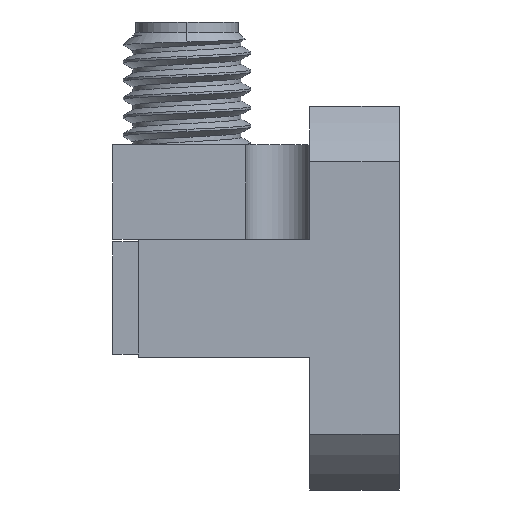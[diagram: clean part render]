
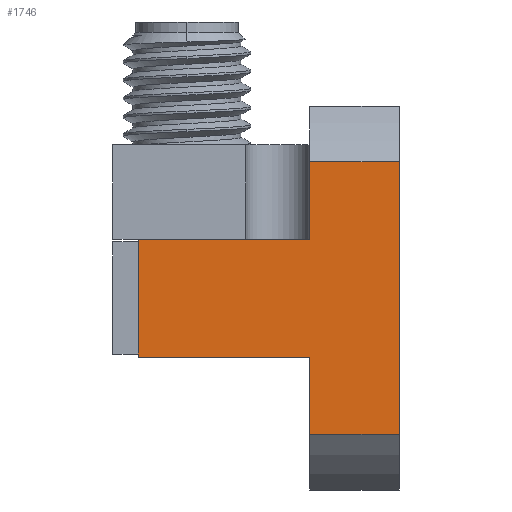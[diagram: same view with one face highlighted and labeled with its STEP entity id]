
A CAD part, left-side view. The second image highlights one B-rep face of the part: STEP entity #1746.
In plain terms, the highlighted planar face has unit normal (-1, 0, 0).
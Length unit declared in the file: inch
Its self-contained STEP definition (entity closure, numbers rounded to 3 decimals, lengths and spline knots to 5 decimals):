
#109 = CARTESIAN_POINT ( 'NONE',  ( -0.375, 0.175, -0.26641 ) ) ;
#138 = EDGE_CURVE ( 'NONE', #2516, #4212, #9780, .T. ) ;
#144 = ORIENTED_EDGE ( 'NONE', *, *, #1490, .T. ) ;
#637 = DIRECTION ( 'NONE',  ( 0., 0., -1. ) ) ;
#1030 = VERTEX_POINT ( 'NONE', #109 ) ;
#1490 = EDGE_CURVE ( 'NONE', #5940, #4212, #6826, .T. ) ;
#1746 = ADVANCED_FACE ( 'NONE', ( #7000 ), #7180, .T. ) ;
#1779 = VERTEX_POINT ( 'NONE', #5408 ) ;
#1802 = CARTESIAN_POINT ( 'NONE',  ( -0.375, 0.175, 0.26641 ) ) ;
#1946 = CARTESIAN_POINT ( 'NONE',  ( -0.375, 0.175, 0. ) ) ;
#1981 = CARTESIAN_POINT ( 'NONE',  ( -0.375, 0.51, 0.115 ) ) ;
#2274 = EDGE_CURVE ( 'NONE', #1030, #1779, #5625, .T. ) ;
#2449 = DIRECTION ( 'NONE',  ( 0., 0., -1. ) ) ;
#2498 = EDGE_CURVE ( 'NONE', #4667, #1779, #6558, .T. ) ;
#2507 = AXIS2_PLACEMENT_3D ( 'NONE', #1946, #9631, #3584 ) ;
#2516 = VERTEX_POINT ( 'NONE', #3207 ) ;
#2901 = DIRECTION ( 'NONE',  ( 0., -1., 0. ) ) ;
#3095 = DIRECTION ( 'NONE',  ( 0., 0., -1. ) ) ;
#3207 = CARTESIAN_POINT ( 'NONE',  ( -0.375, 0.51, 0.115 ) ) ;
#3311 = VECTOR ( 'NONE', #6067, 39.37008 ) ;
#3584 = DIRECTION ( 'NONE',  ( 0., 0., 1. ) ) ;
#3659 = EDGE_CURVE ( 'NONE', #10910, #2516, #7903, .T. ) ;
#3834 = VECTOR ( 'NONE', #4873, 39.37008 ) ;
#4212 = VERTEX_POINT ( 'NONE', #5261 ) ;
#4471 = CARTESIAN_POINT ( 'NONE',  ( -0.375, 0.51, 0.115 ) ) ;
#4667 = VERTEX_POINT ( 'NONE', #10031 ) ;
#4873 = DIRECTION ( 'NONE',  ( 0., -1., 0. ) ) ;
#4900 = VECTOR ( 'NONE', #2901, 39.37008 ) ;
#5261 = CARTESIAN_POINT ( 'NONE',  ( -0.375, 0.175, 0.115 ) ) ;
#5408 = CARTESIAN_POINT ( 'NONE',  ( -0.375, 0., -0.26641 ) ) ;
#5574 = CARTESIAN_POINT ( 'NONE',  ( -0.375, 0.175, -0.26641 ) ) ;
#5625 = LINE ( 'NONE', #5574, #4900 ) ;
#5771 = ORIENTED_EDGE ( 'NONE', *, *, #9448, .T. ) ;
#5940 = VERTEX_POINT ( 'NONE', #1802 ) ;
#6042 = ORIENTED_EDGE ( 'NONE', *, *, #7499, .F. ) ;
#6067 = DIRECTION ( 'NONE',  ( 0., -1., 0. ) ) ;
#6440 = CARTESIAN_POINT ( 'NONE',  ( -0.375, 0.51, -0.115 ) ) ;
#6558 = LINE ( 'NONE', #7557, #8224 ) ;
#6629 = CARTESIAN_POINT ( 'NONE',  ( -0.375, 0.51, -0.115 ) ) ;
#6779 = CARTESIAN_POINT ( 'NONE',  ( -0.375, 0.175, 0. ) ) ;
#6826 = LINE ( 'NONE', #7762, #9720 ) ;
#6978 = CARTESIAN_POINT ( 'NONE',  ( -0.375, 0.175, 0.26641 ) ) ;
#7000 = FACE_OUTER_BOUND ( 'NONE', #7415, .T. ) ;
#7021 = ORIENTED_EDGE ( 'NONE', *, *, #2498, .F. ) ;
#7180 = PLANE ( 'NONE',  #2507 ) ;
#7397 = ORIENTED_EDGE ( 'NONE', *, *, #138, .F. ) ;
#7415 = EDGE_LOOP ( 'NONE', ( #8446, #7021, #6042, #144, #7397, #7459, #5771, #11151 ) ) ;
#7459 = ORIENTED_EDGE ( 'NONE', *, *, #3659, .F. ) ;
#7499 = EDGE_CURVE ( 'NONE', #5940, #4667, #7682, .T. ) ;
#7546 = LINE ( 'NONE', #6779, #7878 ) ;
#7557 = CARTESIAN_POINT ( 'NONE',  ( -0.375, 0., 0. ) ) ;
#7572 = DIRECTION ( 'NONE',  ( 0., -1., 0. ) ) ;
#7682 = LINE ( 'NONE', #6978, #3311 ) ;
#7706 = VECTOR ( 'NONE', #7572, 39.37008 ) ;
#7762 = CARTESIAN_POINT ( 'NONE',  ( -0.375, 0.175, 0. ) ) ;
#7878 = VECTOR ( 'NONE', #2449, 39.37008 ) ;
#7903 = LINE ( 'NONE', #4471, #10140 ) ;
#8224 = VECTOR ( 'NONE', #3095, 39.37008 ) ;
#8279 = VERTEX_POINT ( 'NONE', #10250 ) ;
#8446 = ORIENTED_EDGE ( 'NONE', *, *, #2274, .T. ) ;
#9448 = EDGE_CURVE ( 'NONE', #10910, #8279, #9942, .T. ) ;
#9631 = DIRECTION ( 'NONE',  ( -1., 0., 0. ) ) ;
#9720 = VECTOR ( 'NONE', #637, 39.37008 ) ;
#9780 = LINE ( 'NONE', #1981, #3834 ) ;
#9818 = EDGE_CURVE ( 'NONE', #8279, #1030, #7546, .T. ) ;
#9942 = LINE ( 'NONE', #6629, #7706 ) ;
#10031 = CARTESIAN_POINT ( 'NONE',  ( -0.375, 0., 0.26641 ) ) ;
#10140 = VECTOR ( 'NONE', #11238, 39.37008 ) ;
#10250 = CARTESIAN_POINT ( 'NONE',  ( -0.375, 0.175, -0.115 ) ) ;
#10910 = VERTEX_POINT ( 'NONE', #6440 ) ;
#11151 = ORIENTED_EDGE ( 'NONE', *, *, #9818, .T. ) ;
#11238 = DIRECTION ( 'NONE',  ( 0., 0., 1. ) ) ;
